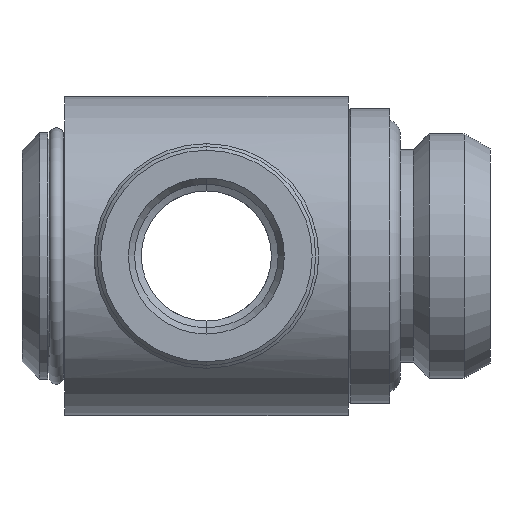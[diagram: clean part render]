
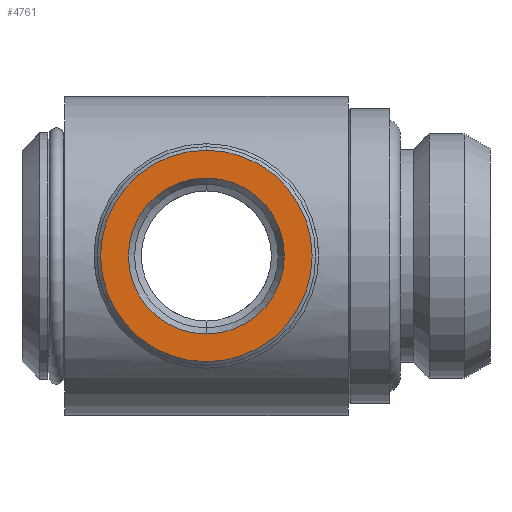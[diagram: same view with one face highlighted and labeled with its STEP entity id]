
A CAD part, left-side view. The second image highlights one B-rep face of the part: STEP entity #4761.
In plain terms, the highlighted planar face has unit normal (-1, 0, 0).
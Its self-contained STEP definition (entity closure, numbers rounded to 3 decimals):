
#2416 = DIRECTION ( 'NONE',  ( -1., 0., 0. ) ) ;
#2418 = CARTESIAN_POINT ( 'NONE',  ( -31.4, 32.95, 0. ) ) ;
#2421 = DIRECTION ( 'NONE',  ( 0., 0., -1. ) ) ;
#2422 = DIRECTION ( 'NONE',  ( 1., 0., 0. ) ) ;
#2423 = CARTESIAN_POINT ( 'NONE',  ( -31.4, 24., 0. ) ) ;
#2424 = AXIS2_PLACEMENT_3D ( 'NONE', #2423, #2422, #2421 ) ;
#2425 = CIRCLE ( 'NONE', #2424, 6.6 ) ;
#2428 = FACE_BOUND ( 'NONE', #4776, .T. ) ;
#2429 = AXIS2_PLACEMENT_3D ( 'NONE', #2418, #2416, #2460 ) ;
#2438 = CARTESIAN_POINT ( 'NONE',  ( -31.4, 24., 0. ) ) ;
#2460 = DIRECTION ( 'NONE',  ( 0., 0., 1. ) ) ;
#2463 = DIRECTION ( 'NONE',  ( 0., 0., -1. ) ) ;
#2464 = DIRECTION ( 'NONE',  ( 1., 0., 0. ) ) ;
#2465 = AXIS2_PLACEMENT_3D ( 'NONE', #2438, #2464, #2463 ) ;
#2466 = CIRCLE ( 'NONE', #2465, 8.95 ) ;
#2468 = FACE_OUTER_BOUND ( 'NONE', #4774, .T. ) ;
#2469 = PLANE ( 'NONE',  #2429 ) ;
#4090 = VERTEX_POINT ( 'NONE', #5150 ) ;
#4092 = EDGE_CURVE ( 'NONE', #4090, #4113, #5147, .T. ) ;
#4113 = VERTEX_POINT ( 'NONE', #5203 ) ;
#4183 = EDGE_CURVE ( 'NONE', #4184, #4186, #5442, .T. ) ;
#4184 = VERTEX_POINT ( 'NONE', #5445 ) ;
#4186 = VERTEX_POINT ( 'NONE', #5436 ) ;
#4751 = ORIENTED_EDGE ( 'NONE', *, *, #4183, .T. ) ;
#4758 = ORIENTED_EDGE ( 'NONE', *, *, #4092, .F. ) ;
#4759 = ORIENTED_EDGE ( 'NONE', *, *, #4770, .F. ) ;
#4761 = ADVANCED_FACE ( 'NONE', ( #2428, #2468 ), #2469, .T. ) ;
#4770 = EDGE_CURVE ( 'NONE', #4113, #4090, #2466, .T. ) ;
#4774 = EDGE_LOOP ( 'NONE', ( #4758, #4759 ) ) ;
#4775 = EDGE_CURVE ( 'NONE', #4186, #4184, #2425, .T. ) ;
#4776 = EDGE_LOOP ( 'NONE', ( #4751, #4777 ) ) ;
#4777 = ORIENTED_EDGE ( 'NONE', *, *, #4775, .T. ) ;
#5143 = DIRECTION ( 'NONE',  ( 0., 0., -1. ) ) ;
#5144 = DIRECTION ( 'NONE',  ( 1., 0., 0. ) ) ;
#5145 = CARTESIAN_POINT ( 'NONE',  ( -31.4, 24., 0. ) ) ;
#5146 = AXIS2_PLACEMENT_3D ( 'NONE', #5145, #5144, #5143 ) ;
#5147 = CIRCLE ( 'NONE', #5146, 8.95 ) ;
#5150 = CARTESIAN_POINT ( 'NONE',  ( -31.4, 24., -8.95 ) ) ;
#5203 = CARTESIAN_POINT ( 'NONE',  ( -31.4, 24., 8.95 ) ) ;
#5436 = CARTESIAN_POINT ( 'NONE',  ( -31.4, 24., -6.6 ) ) ;
#5438 = DIRECTION ( 'NONE',  ( 1., 0., 0. ) ) ;
#5439 = CARTESIAN_POINT ( 'NONE',  ( -31.4, 24., 0. ) ) ;
#5440 = AXIS2_PLACEMENT_3D ( 'NONE', #5439, #5438, #5446 ) ;
#5442 = CIRCLE ( 'NONE', #5440, 6.6 ) ;
#5445 = CARTESIAN_POINT ( 'NONE',  ( -31.4, 24., 6.6 ) ) ;
#5446 = DIRECTION ( 'NONE',  ( 0., 0., -1. ) ) ;
